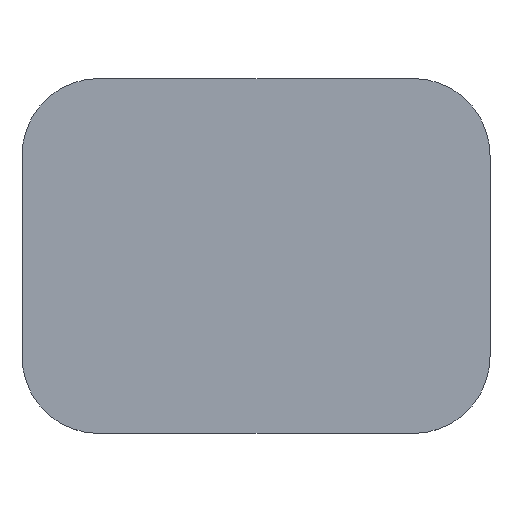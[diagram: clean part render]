
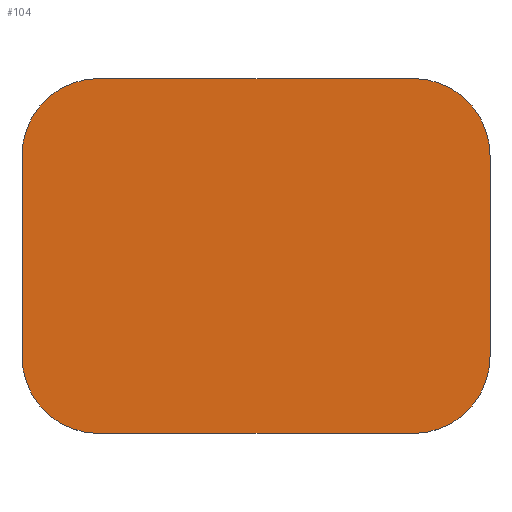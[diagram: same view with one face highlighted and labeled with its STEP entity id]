
A CAD part, top view. The second image highlights one B-rep face of the part: STEP entity #104.
In plain terms, the highlighted planar face has unit normal (0, 0, 1).
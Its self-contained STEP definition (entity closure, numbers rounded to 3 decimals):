
#10 = CARTESIAN_POINT ( 'NONE',  ( -51.75, -39.25, 1. ) ) ;
#104 = ADVANCED_FACE ( 'NONE', ( #344 ), #696, .T. ) ;
#137 = AXIS2_PLACEMENT_3D ( 'NONE', #433, #431, #429 ) ;
#150 = VECTOR ( 'NONE', #647, 1000. ) ;
#153 = AXIS2_PLACEMENT_3D ( 'NONE', #724, #727, #728 ) ;
#160 = AXIS2_PLACEMENT_3D ( 'NONE', #393, #392, #390 ) ;
#183 = AXIS2_PLACEMENT_3D ( 'NONE', #653, #606, #609 ) ;
#187 = VECTOR ( 'NONE', #375, 1000. ) ;
#268 = CARTESIAN_POINT ( 'NONE',  ( 51.75, 22.25, 1. ) ) ;
#282 = CARTESIAN_POINT ( 'NONE',  ( -34.75, -39.25, 1. ) ) ;
#287 = CARTESIAN_POINT ( 'NONE',  ( -51.75, 22.25, 1. ) ) ;
#292 = CARTESIAN_POINT ( 'NONE',  ( -34.75, 39.25, 1. ) ) ;
#296 = CARTESIAN_POINT ( 'NONE',  ( 34.75, -39.25, 1. ) ) ;
#317 = CARTESIAN_POINT ( 'NONE',  ( 34.75, 39.25, 1. ) ) ;
#318 = LINE ( 'NONE', #380, #187 ) ;
#321 = CARTESIAN_POINT ( 'NONE',  ( 51.75, -22.25, 1. ) ) ;
#325 = CARTESIAN_POINT ( 'NONE',  ( -51.75, -22.25, 1. ) ) ;
#344 = FACE_OUTER_BOUND ( 'NONE', #675, .T. ) ;
#349 = DIRECTION ( 'NONE',  ( 1., 0., 0. ) ) ;
#370 = AXIS2_PLACEMENT_3D ( 'NONE', #10, #933, #349 ) ;
#375 = DIRECTION ( 'NONE',  ( 1., 0., 0. ) ) ;
#379 = CIRCLE ( 'NONE', #183, 17. ) ;
#380 = CARTESIAN_POINT ( 'NONE',  ( -51.75, -39.25, 1. ) ) ;
#383 = VECTOR ( 'NONE', #443, 1000. ) ;
#390 = DIRECTION ( 'NONE',  ( -1., 0., 0. ) ) ;
#392 = DIRECTION ( 'NONE',  ( 0., 0., 1. ) ) ;
#393 = CARTESIAN_POINT ( 'NONE',  ( -34.75, -22.25, 1. ) ) ;
#429 = DIRECTION ( 'NONE',  ( -1., 0., 0. ) ) ;
#431 = DIRECTION ( 'NONE',  ( 0., 0., 1. ) ) ;
#433 = CARTESIAN_POINT ( 'NONE',  ( 34.75, 22.25, 1. ) ) ;
#439 = EDGE_CURVE ( 'NONE', #617, #683, #640, .T. ) ;
#443 = DIRECTION ( 'NONE',  ( 0., 1., 0. ) ) ;
#454 = EDGE_CURVE ( 'NONE', #683, #714, #379, .T. ) ;
#456 = ORIENTED_EDGE ( 'NONE', *, *, #485, .T. ) ;
#463 = EDGE_CURVE ( 'NONE', #714, #591, #798, .T. ) ;
#465 = ORIENTED_EDGE ( 'NONE', *, *, #524, .T. ) ;
#472 = ORIENTED_EDGE ( 'NONE', *, *, #439, .T. ) ;
#475 = ORIENTED_EDGE ( 'NONE', *, *, #454, .T. ) ;
#479 = EDGE_CURVE ( 'NONE', #591, #801, #814, .T. ) ;
#485 = EDGE_CURVE ( 'NONE', #801, #659, #318, .T. ) ;
#495 = CARTESIAN_POINT ( 'NONE',  ( -51.75, 39.25, 1. ) ) ;
#502 = EDGE_CURVE ( 'NONE', #659, #593, #880, .T. ) ;
#505 = ORIENTED_EDGE ( 'NONE', *, *, #502, .T. ) ;
#510 = EDGE_CURVE ( 'NONE', #593, #753, #794, .T. ) ;
#518 = ORIENTED_EDGE ( 'NONE', *, *, #510, .T. ) ;
#519 = ORIENTED_EDGE ( 'NONE', *, *, #463, .T. ) ;
#524 = EDGE_CURVE ( 'NONE', #753, #617, #843, .T. ) ;
#591 = VERTEX_POINT ( 'NONE', #325 ) ;
#593 = VERTEX_POINT ( 'NONE', #321 ) ;
#606 = DIRECTION ( 'NONE',  ( 0., 0., 1. ) ) ;
#609 = DIRECTION ( 'NONE',  ( -1., 0., 0. ) ) ;
#617 = VERTEX_POINT ( 'NONE', #317 ) ;
#629 = DIRECTION ( 'NONE',  ( -1., 0., 0. ) ) ;
#640 = LINE ( 'NONE', #495, #725 ) ;
#647 = DIRECTION ( 'NONE',  ( 0., -1., 0. ) ) ;
#649 = CARTESIAN_POINT ( 'NONE',  ( -51.75, -39.25, 1. ) ) ;
#653 = CARTESIAN_POINT ( 'NONE',  ( -34.75, 22.25, 1. ) ) ;
#659 = VERTEX_POINT ( 'NONE', #296 ) ;
#675 = EDGE_LOOP ( 'NONE', ( #518, #465, #472, #475, #519, #742, #456, #505 ) ) ;
#683 = VERTEX_POINT ( 'NONE', #292 ) ;
#696 = PLANE ( 'NONE',  #370 ) ;
#714 = VERTEX_POINT ( 'NONE', #287 ) ;
#724 = CARTESIAN_POINT ( 'NONE',  ( 34.75, -22.25, 1. ) ) ;
#725 = VECTOR ( 'NONE', #629, 1000. ) ;
#727 = DIRECTION ( 'NONE',  ( 0., 0., 1. ) ) ;
#728 = DIRECTION ( 'NONE',  ( -1., 0., 0. ) ) ;
#732 = CARTESIAN_POINT ( 'NONE',  ( 51.75, -39.25, 1. ) ) ;
#742 = ORIENTED_EDGE ( 'NONE', *, *, #479, .T. ) ;
#753 = VERTEX_POINT ( 'NONE', #268 ) ;
#794 = LINE ( 'NONE', #732, #383 ) ;
#798 = LINE ( 'NONE', #649, #150 ) ;
#801 = VERTEX_POINT ( 'NONE', #282 ) ;
#814 = CIRCLE ( 'NONE', #160, 17. ) ;
#843 = CIRCLE ( 'NONE', #137, 17. ) ;
#880 = CIRCLE ( 'NONE', #153, 17. ) ;
#933 = DIRECTION ( 'NONE',  ( 0., 0., 1. ) ) ;
